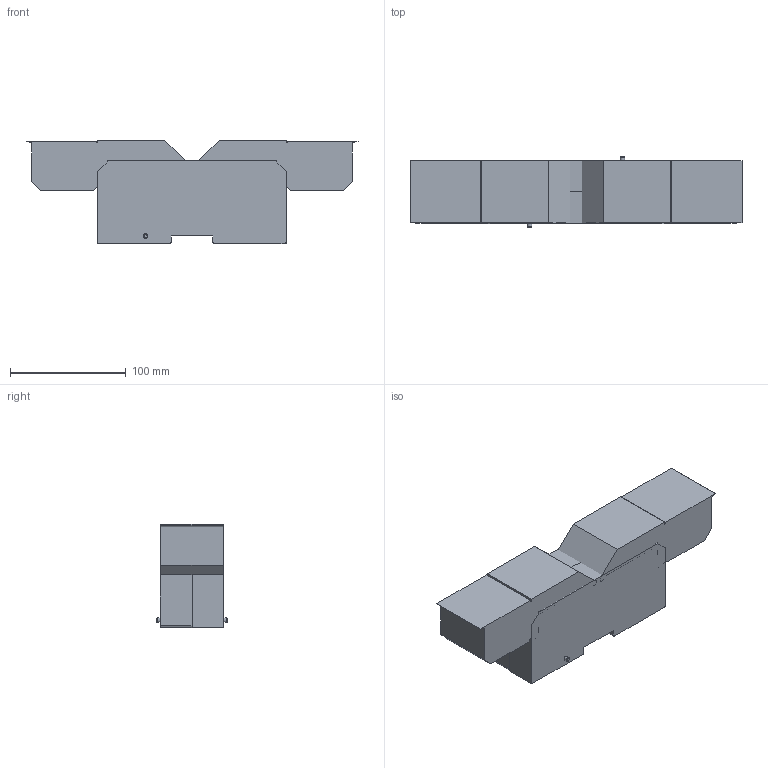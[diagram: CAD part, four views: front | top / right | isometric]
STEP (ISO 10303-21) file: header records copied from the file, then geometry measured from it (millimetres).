
FILE_DESCRIPTION(/* description */ ('Unknown'),/* implementation_level */ '2;1');
FILE_NAME(/* name */ 'SPT300',/* time_stamp */ '2016-12-23T11:35:01+05:00',/* author */ ('Unknown'),/* organization */ ('Unknown'),/* preprocessor_version */ 'ST-DEVELOPER v16',/* originating_system */ 'DEX',/* authorisation */ $);
FILE_SCHEMA (('AUTOMOTIVE_DESIGN {1 0 10303 214 3 1 1}'));
Length unit declared in the file: millimetre
Products named in the file (3): SPT300; SPT300H; 6SPT300PC
Assembly tree (4 placements, depth 2):
  SPT300
    SPT300H  x2
    6SPT300PC  x2
Bounding box: 286.8 x 61 x 89.3 mm (x, y, z)
Volume: 1061156.5 mm3; surface area: 135849.9 mm2
Topology: 4 solids, 4 shells, 260 faces, 652 edges, 438 vertices
Faces by surface type: plane 198, cylinder 38, cone 24
Full cylindrical faces by diameter (mm): 2 x4, 4 x6, 4.3 x2, 6 x10
Entity records: 3724 total; most frequent: CARTESIAN_POINT 631, DIRECTION 614, ORIENTED_EDGE 580, EDGE_CURVE 290, LINE 236, VECTOR 236, VERTEX_POINT 206, AXIS2_PLACEMENT_3D 189
